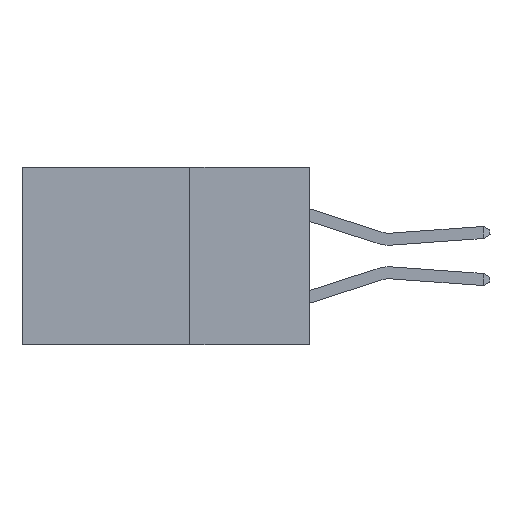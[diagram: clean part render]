
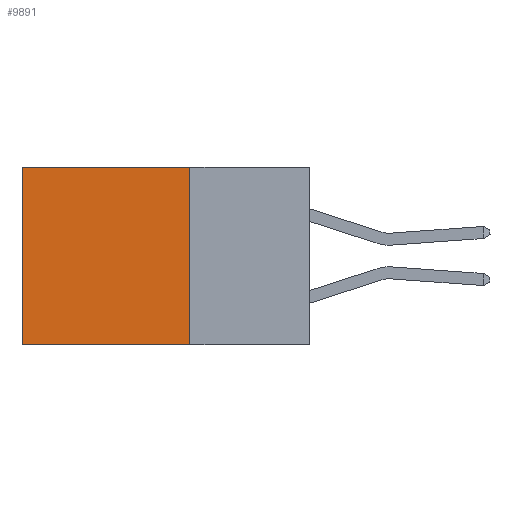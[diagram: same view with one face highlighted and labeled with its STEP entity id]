
A CAD part, left-side view. The second image highlights one B-rep face of the part: STEP entity #9891.
In plain terms, the highlighted planar face has unit normal (-1, 0, 0).
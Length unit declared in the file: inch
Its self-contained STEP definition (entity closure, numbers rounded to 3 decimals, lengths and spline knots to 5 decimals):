
#31 = CARTESIAN_POINT ( 'NONE',  ( 0.298, 0.25, -0.37 ) ) ;
#120 = EDGE_CURVE ( 'NONE', #11658, #8860, #293, .T. ) ;
#293 = LINE ( 'NONE', #9080, #11287 ) ;
#799 = DIRECTION ( 'NONE',  ( 0., 0., -1. ) ) ;
#912 = VECTOR ( 'NONE', #2784, 39.37008 ) ;
#1612 = CARTESIAN_POINT ( 'NONE',  ( 0.298, 0.25, 0. ) ) ;
#2784 = DIRECTION ( 'NONE',  ( 0., 1., 0. ) ) ;
#2887 = VERTEX_POINT ( 'NONE', #31 ) ;
#2974 = FACE_OUTER_BOUND ( 'NONE', #5092, .T. ) ;
#3196 = AXIS2_PLACEMENT_3D ( 'NONE', #18934, #15957, #12950 ) ;
#3812 = LINE ( 'NONE', #13599, #912 ) ;
#5092 = EDGE_LOOP ( 'NONE', ( #13906, #17735, #9715, #10982 ) ) ;
#7631 = EDGE_CURVE ( 'NONE', #11658, #2887, #15674, .T. ) ;
#7938 = EDGE_CURVE ( 'NONE', #2887, #16926, #3812, .T. ) ;
#8860 = VERTEX_POINT ( 'NONE', #17129 ) ;
#8890 = DIRECTION ( 'NONE',  ( 0., 1., 0. ) ) ;
#9080 = CARTESIAN_POINT ( 'NONE',  ( 0.298, 0.25, 0. ) ) ;
#9715 = ORIENTED_EDGE ( 'NONE', *, *, #7631, .F. ) ;
#9891 = ADVANCED_FACE ( 'NONE', ( #2974 ), #18801, .F. ) ;
#10982 = ORIENTED_EDGE ( 'NONE', *, *, #120, .T. ) ;
#11287 = VECTOR ( 'NONE', #8890, 39.37008 ) ;
#11658 = VERTEX_POINT ( 'NONE', #1612 ) ;
#12591 = VECTOR ( 'NONE', #799, 39.37008 ) ;
#12950 = DIRECTION ( 'NONE',  ( 0., 0., -1. ) ) ;
#13599 = CARTESIAN_POINT ( 'NONE',  ( 0.298, 0.25, -0.37 ) ) ;
#13906 = ORIENTED_EDGE ( 'NONE', *, *, #18273, .T. ) ;
#13960 = DIRECTION ( 'NONE',  ( 0., 0., -1. ) ) ;
#15674 = LINE ( 'NONE', #15864, #12591 ) ;
#15864 = CARTESIAN_POINT ( 'NONE',  ( 0.298, 0.25, 0. ) ) ;
#15957 = DIRECTION ( 'NONE',  ( 1., 0., 0. ) ) ;
#15977 = VECTOR ( 'NONE', #13960, 39.37008 ) ;
#16416 = LINE ( 'NONE', #16904, #15977 ) ;
#16904 = CARTESIAN_POINT ( 'NONE',  ( 0.298, 0.6, 0. ) ) ;
#16926 = VERTEX_POINT ( 'NONE', #18877 ) ;
#17129 = CARTESIAN_POINT ( 'NONE',  ( 0.298, 0.6, 0. ) ) ;
#17735 = ORIENTED_EDGE ( 'NONE', *, *, #7938, .F. ) ;
#18273 = EDGE_CURVE ( 'NONE', #8860, #16926, #16416, .T. ) ;
#18801 = PLANE ( 'NONE',  #3196 ) ;
#18877 = CARTESIAN_POINT ( 'NONE',  ( 0.298, 0.6, -0.37 ) ) ;
#18934 = CARTESIAN_POINT ( 'NONE',  ( 0.298, 0.25, 0. ) ) ;
